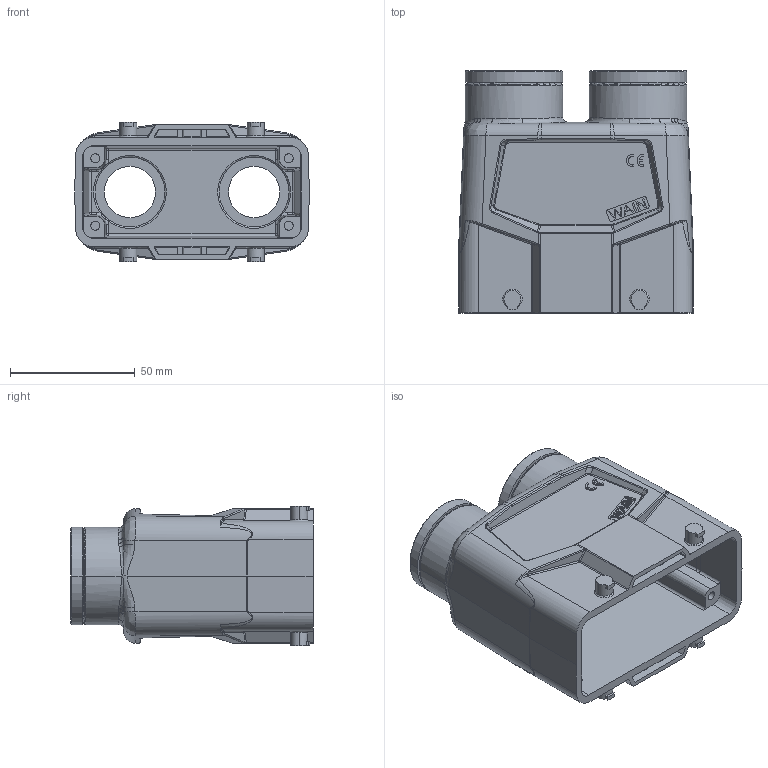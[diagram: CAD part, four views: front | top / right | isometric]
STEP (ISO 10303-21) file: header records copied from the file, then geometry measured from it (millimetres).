
FILE_DESCRIPTION(/* description */ (''),/* implementation_level */ '2;1');
FILE_NAME(/* name */ '1111.stp',/* time_stamp */ '2023-12-29T09:44:16+08:00',/* author */ (''),/* organization */ (''),/* preprocessor_version */ 'ST-DEVELOPER v18.1',/* originating_system */ 'SIEMENS PLM Software NX 1980',/* authorisation */ '');
FILE_SCHEMA (('AUTOMOTIVE_DESIGN { 1 0 10303 214 3 1 1 1 }'));
Length unit declared in the file: millimetre
Products named in the file (1): 3D_1170164305002_H16B.P-TEH-4B-2M25_V1.0_stp
Bounding box: 94 x 97 x 56 mm (x, y, z)
Volume: 136592.9 mm3; surface area: 60009 mm2
Topology: 1 solids, 40 shells, 781 faces, 1857 edges, 1183 vertices
Faces by surface type: plane 290, cylinder 247, cone 102, torus 62, bspline 51, sphere 12, extrusion 10, revolution 7
Entity records: 25675 total; most frequent: CARTESIAN_POINT 8576, ORIENTED_EDGE 3682, DIRECTION 3231, EDGE_CURVE 1841, AXIS2_PLACEMENT_3D 1200, VERTEX_POINT 1183, EDGE_LOOP 828, VECTOR 824
